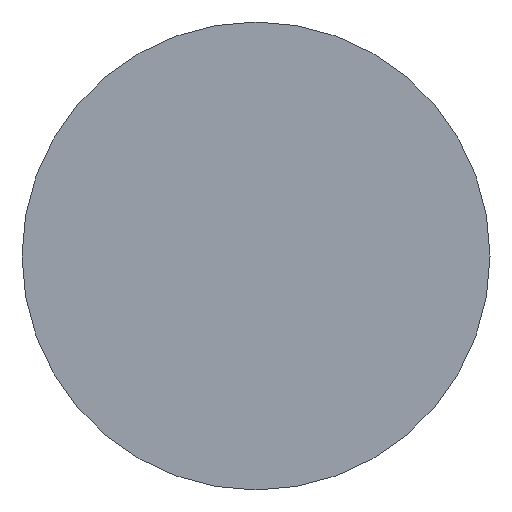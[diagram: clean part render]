
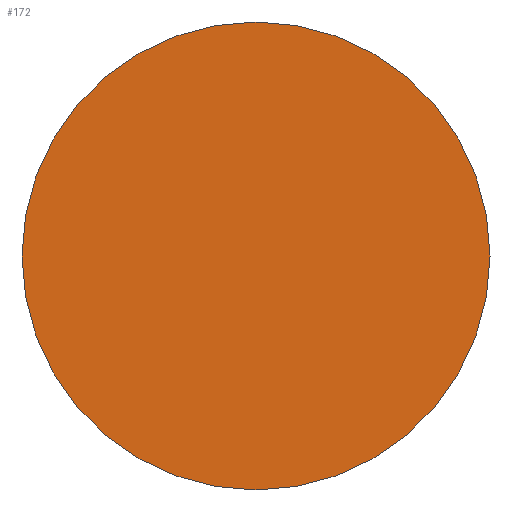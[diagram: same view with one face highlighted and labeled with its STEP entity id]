
A CAD part, left-side view. The second image highlights one B-rep face of the part: STEP entity #172.
In plain terms, the highlighted planar face has unit normal (-1, 0, 0).
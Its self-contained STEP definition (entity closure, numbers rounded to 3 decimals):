
#5 = DIRECTION ( 'NONE',  ( -1., 0., 0. ) ) ;
#7 = AXIS2_PLACEMENT_3D ( 'NONE', #175, #123, #156 ) ;
#22 = CARTESIAN_POINT ( 'NONE',  ( 390.959, 105.876, 0. ) ) ;
#41 = FACE_OUTER_BOUND ( 'NONE', #162, .T. ) ;
#42 = VERTEX_POINT ( 'NONE', #112 ) ;
#52 = AXIS2_PLACEMENT_3D ( 'NONE', #22, #118, #182 ) ;
#58 = CARTESIAN_POINT ( 'NONE',  ( 390.959, 105.876, 0. ) ) ;
#59 = EDGE_CURVE ( 'NONE', #67, #42, #106, .T. ) ;
#63 = PLANE ( 'NONE',  #7 ) ;
#67 = VERTEX_POINT ( 'NONE', #103 ) ;
#95 = AXIS2_PLACEMENT_3D ( 'NONE', #58, #5, #109 ) ;
#103 = CARTESIAN_POINT ( 'NONE',  ( 390.959, 105.876, -3.15 ) ) ;
#106 = CIRCLE ( 'NONE', #52, 3.15 ) ;
#109 = DIRECTION ( 'NONE',  ( 0., 0., 1. ) ) ;
#112 = CARTESIAN_POINT ( 'NONE',  ( 390.959, 105.876, 3.15 ) ) ;
#118 = DIRECTION ( 'NONE',  ( -1., 0., 0. ) ) ;
#123 = DIRECTION ( 'NONE',  ( 1., 0., 0. ) ) ;
#154 = ORIENTED_EDGE ( 'NONE', *, *, #178, .T. ) ;
#156 = DIRECTION ( 'NONE',  ( 0., 0., -1. ) ) ;
#158 = CIRCLE ( 'NONE', #95, 3.15 ) ;
#159 = ORIENTED_EDGE ( 'NONE', *, *, #59, .T. ) ;
#162 = EDGE_LOOP ( 'NONE', ( #154, #159 ) ) ;
#172 = ADVANCED_FACE ( 'NONE', ( #41 ), #63, .F. ) ;
#175 = CARTESIAN_POINT ( 'NONE',  ( 390.959, 105.876, 0. ) ) ;
#178 = EDGE_CURVE ( 'NONE', #42, #67, #158, .T. ) ;
#182 = DIRECTION ( 'NONE',  ( 0., 0., 1. ) ) ;
